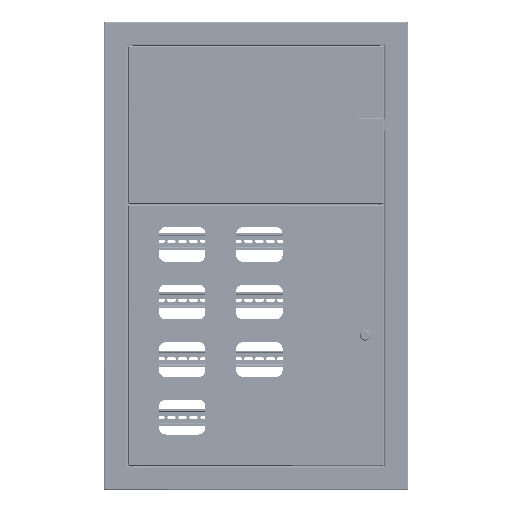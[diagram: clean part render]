
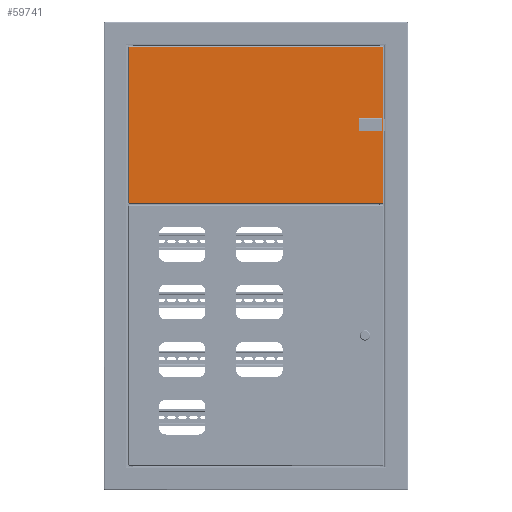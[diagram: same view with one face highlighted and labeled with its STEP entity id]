
A CAD part, top view. The second image highlights one B-rep face of the part: STEP entity #59741.
In plain terms, the highlighted planar face has unit normal (0, 0, 1).
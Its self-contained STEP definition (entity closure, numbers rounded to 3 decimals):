
#1766 = CARTESIAN_POINT ( 'NONE',  ( 155.2, 48.5, 0. ) ) ;
#2197 = ORIENTED_EDGE ( 'NONE', *, *, #27767, .F. ) ;
#3198 = VECTOR ( 'NONE', #34375, 1000. ) ;
#3303 = CARTESIAN_POINT ( 'NONE',  ( 1.7, 1.7, 0. ) ) ;
#5618 = FACE_BOUND ( 'NONE', #14511, .T. ) ;
#5817 = ORIENTED_EDGE ( 'NONE', *, *, #31310, .F. ) ;
#6402 = CARTESIAN_POINT ( 'NONE',  ( 155.2, 48.5, 0. ) ) ;
#7749 = CARTESIAN_POINT ( 'NONE',  ( 181.2, 10., 0. ) ) ;
#8313 = DIRECTION ( 'NONE',  ( 0., 1., 0. ) ) ;
#9256 = ORIENTED_EDGE ( 'NONE', *, *, #20331, .F. ) ;
#9876 = VECTOR ( 'NONE', #57777, 1000. ) ;
#11128 = DIRECTION ( 'NONE',  ( 0., 1., 0. ) ) ;
#12947 = LINE ( 'NONE', #39029, #3198 ) ;
#13024 = VECTOR ( 'NONE', #50713, 1000. ) ;
#14511 = EDGE_LOOP ( 'NONE', ( #5817, #2197, #9256, #43353 ) ) ;
#14867 = PLANE ( 'NONE',  #43155 ) ;
#15207 = CARTESIAN_POINT ( 'NONE',  ( 0., 545.7, 0. ) ) ;
#16576 = EDGE_CURVE ( 'NONE', #37208, #52075, #60165, .T. ) ;
#17972 = CARTESIAN_POINT ( 'NONE',  ( 1.7, 544.293, 0. ) ) ;
#19317 = VERTEX_POINT ( 'NONE', #58399 ) ;
#19782 = CARTESIAN_POINT ( 'NONE',  ( 334.993, 544., 0. ) ) ;
#19909 = VECTOR ( 'NONE', #30149, 1000. ) ;
#19916 = VERTEX_POINT ( 'NONE', #43769 ) ;
#20331 = EDGE_CURVE ( 'NONE', #52075, #27770, #12947, .T. ) ;
#22431 = DIRECTION ( 'NONE',  ( 1., 0., 0. ) ) ;
#22725 = VECTOR ( 'NONE', #23291, 1000. ) ;
#23151 = ORIENTED_EDGE ( 'NONE', *, *, #46642, .T. ) ;
#23291 = DIRECTION ( 'NONE',  ( 1., 0., 0. ) ) ;
#23570 = CARTESIAN_POINT ( 'NONE',  ( 181.2, 48.5, 0. ) ) ;
#23884 = CARTESIAN_POINT ( 'NONE',  ( 155.2, 10., 0. ) ) ;
#27565 = ORIENTED_EDGE ( 'NONE', *, *, #30625, .T. ) ;
#27767 = EDGE_CURVE ( 'NONE', #27770, #37615, #53640, .T. ) ;
#27770 = VERTEX_POINT ( 'NONE', #1766 ) ;
#28804 = VERTEX_POINT ( 'NONE', #36747 ) ;
#29030 = LINE ( 'NONE', #19782, #9876 ) ;
#29548 = VECTOR ( 'NONE', #11128, 1000. ) ;
#30149 = DIRECTION ( 'NONE',  ( 0., -1., 0. ) ) ;
#30625 = EDGE_CURVE ( 'NONE', #19916, #28804, #34583, .T. ) ;
#31310 = EDGE_CURVE ( 'NONE', #37615, #37208, #32520, .T. ) ;
#31408 = ORIENTED_EDGE ( 'NONE', *, *, #37955, .T. ) ;
#31513 = LINE ( 'NONE', #17972, #13024 ) ;
#32520 = LINE ( 'NONE', #23884, #22725 ) ;
#33698 = FACE_OUTER_BOUND ( 'NONE', #55141, .T. ) ;
#34029 = DIRECTION ( 'NONE',  ( 0., 0., -1. ) ) ;
#34375 = DIRECTION ( 'NONE',  ( -1., 0., 0. ) ) ;
#34583 = LINE ( 'NONE', #53439, #29548 ) ;
#36735 = VECTOR ( 'NONE', #8313, 1000. ) ;
#36747 = CARTESIAN_POINT ( 'NONE',  ( 334.7, 544., 0. ) ) ;
#37208 = VERTEX_POINT ( 'NONE', #7749 ) ;
#37264 = EDGE_CURVE ( 'NONE', #28804, #19317, #29030, .T. ) ;
#37559 = VECTOR ( 'NONE', #22431, 1000. ) ;
#37615 = VERTEX_POINT ( 'NONE', #52757 ) ;
#37955 = EDGE_CURVE ( 'NONE', #37963, #19916, #40664, .T. ) ;
#37963 = VERTEX_POINT ( 'NONE', #59513 ) ;
#39029 = CARTESIAN_POINT ( 'NONE',  ( 155.2, 48.5, 0. ) ) ;
#40664 = LINE ( 'NONE', #3303, #37559 ) ;
#43155 = AXIS2_PLACEMENT_3D ( 'NONE', #15207, #34029, #52876 ) ;
#43353 = ORIENTED_EDGE ( 'NONE', *, *, #16576, .F. ) ;
#43769 = CARTESIAN_POINT ( 'NONE',  ( 334.7, 1.7, 0. ) ) ;
#46642 = EDGE_CURVE ( 'NONE', #19317, #37963, #31513, .T. ) ;
#50713 = DIRECTION ( 'NONE',  ( 0., -1., 0. ) ) ;
#52075 = VERTEX_POINT ( 'NONE', #23570 ) ;
#52757 = CARTESIAN_POINT ( 'NONE',  ( 155.2, 10., 0. ) ) ;
#52779 = ORIENTED_EDGE ( 'NONE', *, *, #37264, .T. ) ;
#52876 = DIRECTION ( 'NONE',  ( -1., 0., 0. ) ) ;
#53439 = CARTESIAN_POINT ( 'NONE',  ( 334.7, 0., 0. ) ) ;
#53640 = LINE ( 'NONE', #6402, #19909 ) ;
#55141 = EDGE_LOOP ( 'NONE', ( #31408, #27565, #52779, #23151 ) ) ;
#55554 = CARTESIAN_POINT ( 'NONE',  ( 181.2, 48.5, 0. ) ) ;
#57777 = DIRECTION ( 'NONE',  ( -1., 0., 0. ) ) ;
#58399 = CARTESIAN_POINT ( 'NONE',  ( 1.7, 544., 0. ) ) ;
#59513 = CARTESIAN_POINT ( 'NONE',  ( 1.7, 1.7, 0. ) ) ;
#59741 = ADVANCED_FACE ( 'NONE', ( #5618, #33698 ), #14867, .F. ) ;
#60165 = LINE ( 'NONE', #55554, #36735 ) ;
